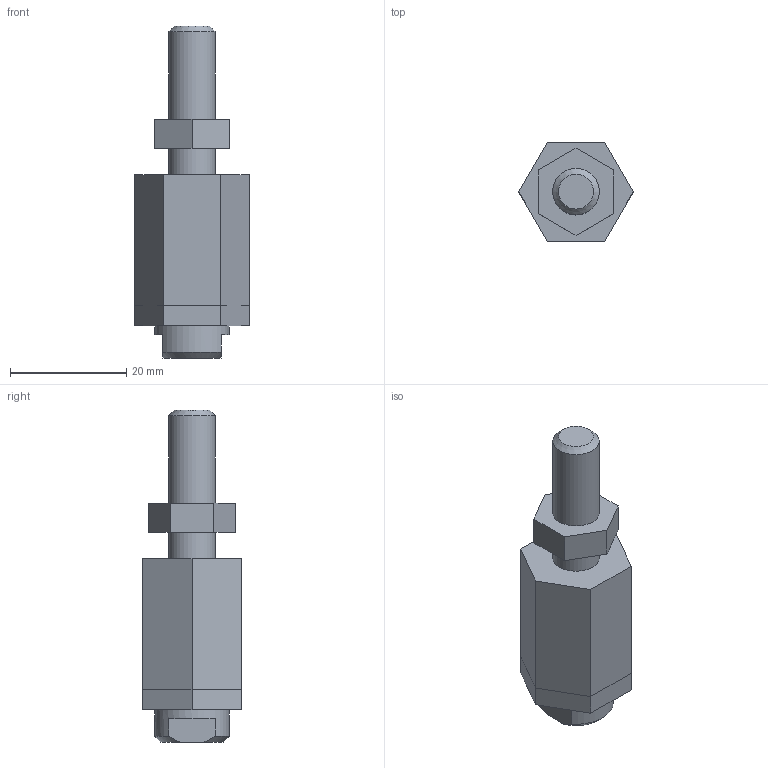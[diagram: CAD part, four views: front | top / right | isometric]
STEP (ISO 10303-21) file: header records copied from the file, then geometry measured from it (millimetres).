
FILE_DESCRIPTION(/* description */ (''),/* implementation_level */ '2;1');
FILE_NAME(/* name */ 'CAD_5474.stp',/* time_stamp */ '2017-10-24T09:49:21+02:00',/* author */ ('Hypex'),/* organization */ ('Hypex'),/* preprocessor_version */ 'ST-DEVELOPER v16.1',/* originating_system */ 'Autodesk Inventor 2016',/* authorisation */ '');
FILE_SCHEMA (('AUTOMOTIVE_DESIGN { 1 0 10303 214 3 1 1 }'));
Length unit declared in the file: millimetre
Products named in the file (1): CAD_5474
Bounding box: 19.63 x 17 x 57 mm (x, y, z)
Volume: 8414.2 mm3; surface area: 3420.8 mm2
Topology: 1 solids, 1 shells, 36 faces, 82 edges, 52 vertices
Faces by surface type: plane 28, cylinder 4, cone 4
Full cylindrical faces by diameter (mm): 6.8 x1, 8 x2, 12.8 x1
Entity records: 968 total; most frequent: CARTESIAN_POINT 169, DIRECTION 158, ORIENTED_EDGE 148, EDGE_CURVE 74, LINE 56, VECTOR 56, AXIS2_PLACEMENT_3D 51, VERTEX_POINT 50
